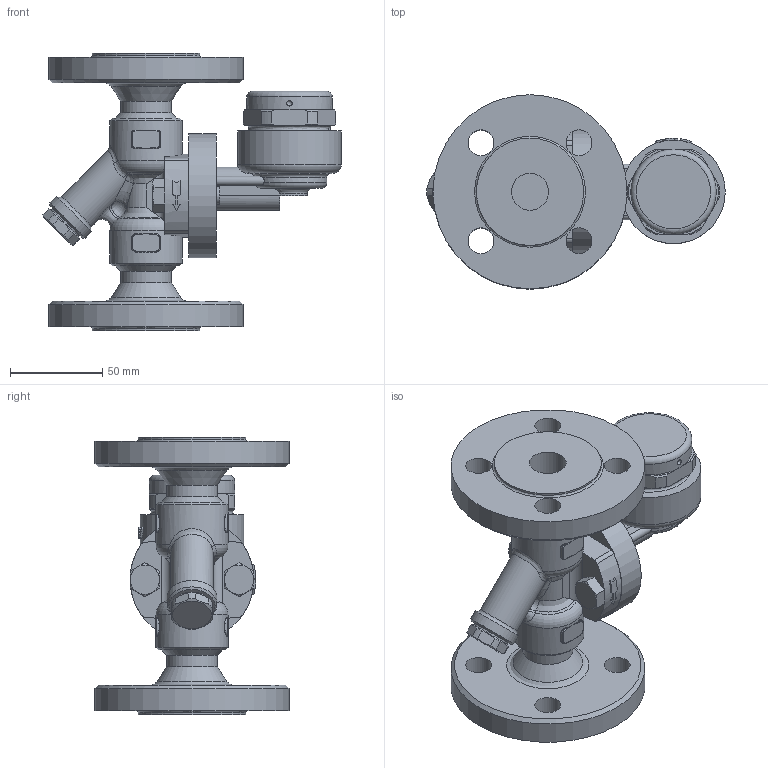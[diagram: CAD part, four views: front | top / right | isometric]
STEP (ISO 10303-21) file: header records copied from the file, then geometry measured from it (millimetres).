
FILE_DESCRIPTION((''),'2;1');
FILE_NAME('p46u-020-e0025-00.stp','2011-03-22T16:33:21',('nakaot'),(''),'Autodesk Inventor 2008','Autodesk Inventor 2008','');
FILE_SCHEMA(('AUTOMOTIVE_DESIGN { 1 0 10303 214 1 1 1 1 }'));
Length unit declared in the file: millimetre
Products named in the file (1): p46u-020-e0025-00
Bounding box: 161.48 x 105 x 150 mm (x, y, z)
Volume: 535668.7 mm3; surface area: 98825.3 mm2
Topology: 1 solids, 1 shells, 364 faces, 915 edges, 557 vertices
Faces by surface type: plane 107, cylinder 103, bspline 97, cone 31, torus 22, sphere 4
Full cylindrical faces by diameter (mm): 9.5 x2, 14 x4, 20 x1, 21 x1, 23 x1, 27 x1, 27.2 x1, 35 x1, 36 x1, 39 x2, 46.1 x1, 56 x1, 58 x1, 67 x1, 105 x1
Entity records: 15377 total; most frequent: CARTESIAN_POINT 7599, ORIENTED_EDGE 1634, DIRECTION 1496, EDGE_CURVE 817, AXIS2_PLACEMENT_3D 613, VERTEX_POINT 536, EDGE_LOOP 465, FACE_OUTER_BOUND 364
